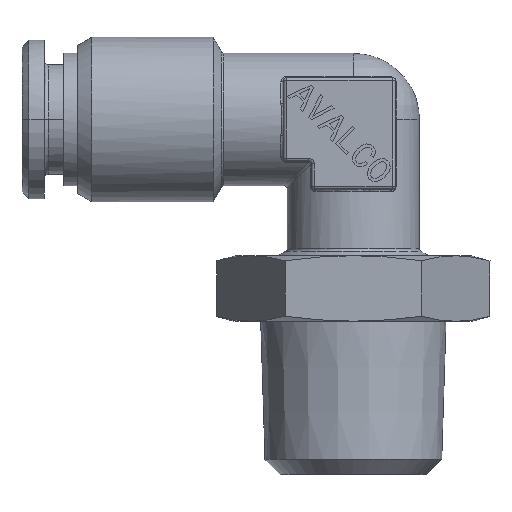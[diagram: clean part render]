
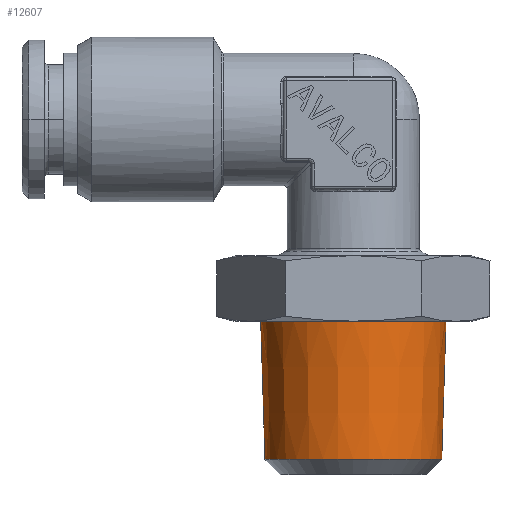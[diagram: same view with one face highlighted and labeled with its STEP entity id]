
A CAD part, top view. The second image highlights one B-rep face of the part: STEP entity #12607.
In plain terms, the highlighted conical face has half-angle 1.78 degrees and reference radius 6.502 mm.
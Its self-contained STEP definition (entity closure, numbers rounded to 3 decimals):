
#12383=CARTESIAN_POINT('Vertex',(6.655,-14.5,0.)) ;
#12385=CARTESIAN_POINT('Vertex',(-6.655,-14.5,0.)) ;
#12388=CARTESIAN_POINT('Axis2P3D Location',(0.,-14.5,0.)) ;
#12569=CARTESIAN_POINT('Vertex',(6.348,-24.4,0.)) ;
#12571=CARTESIAN_POINT('Vertex',(-6.348,-24.4,0.)) ;
#12574=CARTESIAN_POINT('Line Origine',(-15534.183,499634.678,0.)) ;
#12579=CARTESIAN_POINT('Line Origine',(15534.183,499634.678,0.)) ;
#12591=CARTESIAN_POINT('Axis2P3D Location',(0.,-19.45,0.)) ;
#12596=CARTESIAN_POINT('Axis2P3D Location',(0.,-24.4,0.)) ;
#12389=DIRECTION('Axis2P3D Direction',(0.,-1.,0.)) ;
#12575=DIRECTION('Vector Direction',(-0.031,1.,0.)) ;
#12580=DIRECTION('Vector Direction',(0.031,1.,0.)) ;
#12592=DIRECTION('Axis2P3D Direction',(0.,1.,0.)) ;
#12593=DIRECTION('Axis2P3D XDirection',(-1.,0.,0.)) ;
#12597=DIRECTION('Axis2P3D Direction',(-0.,1.,0.)) ;
#12390=AXIS2_PLACEMENT_3D('Circle Axis2P3D',#12388,#12389,$) ;
#12594=AXIS2_PLACEMENT_3D('Cone Axis2P3D',#12591,#12592,#12593) ;
#12598=AXIS2_PLACEMENT_3D('Circle Axis2P3D',#12596,#12597,$) ;
#12602=ORIENTED_EDGE('',*,*,#12392,.T.) ;
#12603=ORIENTED_EDGE('',*,*,#12578,.T.) ;
#12604=ORIENTED_EDGE('',*,*,#12600,.F.) ;
#12605=ORIENTED_EDGE('',*,*,#12583,.F.) ;
#12576=VECTOR('Line Direction',#12575,1.) ;
#12581=VECTOR('Line Direction',#12580,1.) ;
#12607=ADVANCED_FACE('PR505B-06R14',(#12606),#12595,.T.) ;
#12391=CIRCLE('generated circle',#12390,6.655) ;
#12599=CIRCLE('generated circle',#12598,6.348) ;
#12595=CONICAL_SURFACE('Cone',#12594,6.502,0.031) ;
#12392=EDGE_CURVE('',#12384,#12386,#12391,.T.) ;
#12578=EDGE_CURVE('',#12386,#12572,#12577,.F.) ;
#12583=EDGE_CURVE('',#12384,#12570,#12582,.F.) ;
#12600=EDGE_CURVE('',#12570,#12572,#12599,.F.) ;
#12601=EDGE_LOOP('',(#12602,#12603,#12604,#12605)) ;
#12606=FACE_OUTER_BOUND('',#12601,.T.) ;
#12577=LINE('Line',#12574,#12576) ;
#12582=LINE('Line',#12579,#12581) ;
#12384=VERTEX_POINT('',#12383) ;
#12386=VERTEX_POINT('',#12385) ;
#12570=VERTEX_POINT('',#12569) ;
#12572=VERTEX_POINT('',#12571) ;
